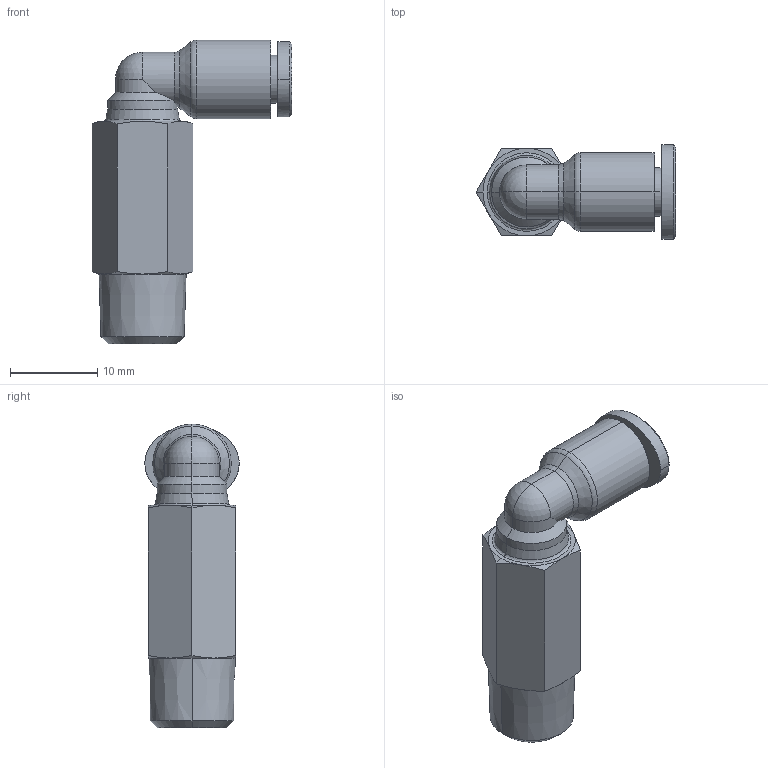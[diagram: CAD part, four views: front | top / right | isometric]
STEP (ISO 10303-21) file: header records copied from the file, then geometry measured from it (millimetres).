
FILE_DESCRIPTION((''),'2;1');
FILE_NAME('GPLL 0401(3D).stp','2012-12-21T11:06:15',(''),(''),'Mechanical Desktop.R8.0.24.0','Mechanical Desktop.R8.0.24.0',', , ');
FILE_SCHEMA(('CONFIG_CONTROL_DESIGN'));
Length unit declared in the file: millimetre
Products named in the file (2): GPLL 0401(3D); ºÎÇ°1
Assembly tree (1 placements, depth 2):
  GPLL 0401(3D)
    ºÎÇ°1
Bounding box: 22.87 x 10.8 x 34.8 mm (x, y, z)
Volume: 2408.3 mm3; surface area: 2220 mm2
Topology: 1 solids, 1 shells, 434 faces, 1198 edges, 782 vertices
Faces by surface type: plane 339, cone 36, bspline 33, cylinder 22, torus 2, sphere 2
Entity records: 14472 total; most frequent: CARTESIAN_POINT 3412, ORIENTED_EDGE 2388, DIRECTION 2111, EDGE_CURVE 1194, VECTOR 1013, LINE 1013, VERTEX_POINT 782, AXIS2_PLACEMENT_3D 549
